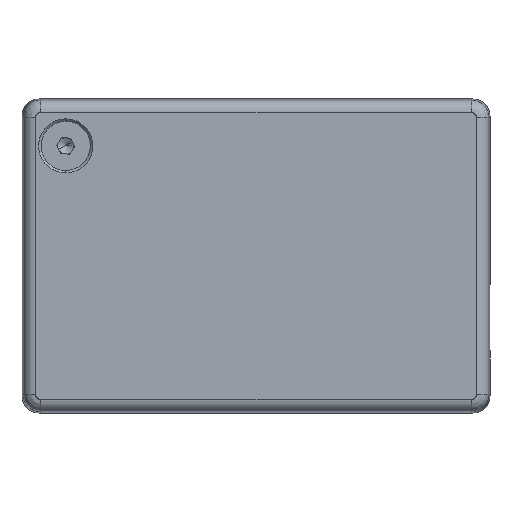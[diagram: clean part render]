
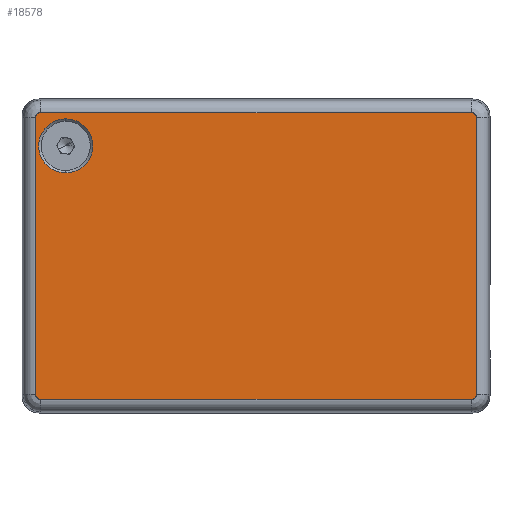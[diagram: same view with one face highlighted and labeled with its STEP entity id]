
A CAD part, front view. The second image highlights one B-rep face of the part: STEP entity #18578.
In plain terms, the highlighted planar face has unit normal (0, -1, 0).
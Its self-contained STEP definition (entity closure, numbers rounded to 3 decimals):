
#884 = CARTESIAN_POINT ( 'NONE',  ( 17.892, 0., -11.242 ) ) ;
#2691 = FACE_BOUND ( 'NONE', #18683, .T. ) ;
#3172 = EDGE_CURVE ( 'NONE', #14541, #16749, #3355, .T. ) ;
#3258 = CARTESIAN_POINT ( 'NONE',  ( 17.726, 0., 11.642 ) ) ;
#3299 = EDGE_CURVE ( 'NONE', #20961, #16445, #8492, .T. ) ;
#3355 = CIRCLE ( 'NONE', #20977, 2.2 ) ;
#3732 = DIRECTION ( 'NONE',  ( 0., -1., 0. ) ) ;
#3777 = CARTESIAN_POINT ( 'NONE',  ( -17.492, 0., 11.642 ) ) ;
#3812 = AXIS2_PLACEMENT_3D ( 'NONE', #15994, #8324, #21692 ) ;
#3957 = ORIENTED_EDGE ( 'NONE', *, *, #3172, .F. ) ;
#4623 = CARTESIAN_POINT ( 'NONE',  ( 17.892, 0., -11.242 ) ) ;
#4708 = CARTESIAN_POINT ( 'NONE',  ( 17.492, 0., -11.642 ) ) ;
#5096 = CARTESIAN_POINT ( 'NONE',  ( 17.892, 0., 12.624 ) ) ;
#6044 = EDGE_LOOP ( 'NONE', ( #16795, #22706, #17842, #23861, #18746, #22468, #15048, #9065 ) ) ;
#6413 = PLANE ( 'NONE',  #3812 ) ;
#6467 = EDGE_CURVE ( 'NONE', #16749, #14541, #9880, .T. ) ;
#6679 = CARTESIAN_POINT ( 'NONE',  ( -15.45, 0., 11.14 ) ) ;
#6792 = LINE ( 'NONE', #7785, #16405 ) ;
#7116 = CARTESIAN_POINT ( 'NONE',  ( 17.892, 0., 11.242 ) ) ;
#7314 = CARTESIAN_POINT ( 'NONE',  ( -17.892, 0., -11.242 ) ) ;
#7646 = CARTESIAN_POINT ( 'NONE',  ( -17.492, 0., -11.642 ) ) ;
#7785 = CARTESIAN_POINT ( 'NONE',  ( -17.892, 0., -12.624 ) ) ;
#7787 = FACE_OUTER_BOUND ( 'NONE', #6044, .T. ) ;
#8324 = DIRECTION ( 'NONE',  ( 0., -1., 0. ) ) ;
#8492 =( BOUNDED_CURVE ( )  B_SPLINE_CURVE ( 3, ( #11370, #20903, #15260, #3777 ),
 .UNSPECIFIED., .F., .T. ) 
 B_SPLINE_CURVE_WITH_KNOTS ( ( 4, 4 ),
 ( 2.356, 3.927 ),
 .UNSPECIFIED. ) 
 CURVE ( )  GEOMETRIC_REPRESENTATION_ITEM ( )  RATIONAL_B_SPLINE_CURVE ( ( 1., 0.805, 0.805, 1. ) ) 
 REPRESENTATION_ITEM ( '' )  );
#8647 = VERTEX_POINT ( 'NONE', #12468 ) ;
#8732 = EDGE_CURVE ( 'NONE', #11752, #8647, #9440, .T. ) ;
#9065 = ORIENTED_EDGE ( 'NONE', *, *, #19348, .T. ) ;
#9440 = LINE ( 'NONE', #5096, #19623 ) ;
#9452 = DIRECTION ( 'NONE',  ( 1., 0., 0. ) ) ;
#9454 = VECTOR ( 'NONE', #20715, 1000. ) ;
#9684 = DIRECTION ( 'NONE',  ( 0., 0., -1. ) ) ;
#9880 = CIRCLE ( 'NONE', #15892, 2.2 ) ;
#10203 = CARTESIAN_POINT ( 'NONE',  ( -17.892, 0., -11.242 ) ) ;
#11038 = CARTESIAN_POINT ( 'NONE',  ( -15.45, 0., 8.94 ) ) ;
#11370 = CARTESIAN_POINT ( 'NONE',  ( -17.892, 0., 11.242 ) ) ;
#11752 = VERTEX_POINT ( 'NONE', #4623 ) ;
#11790 = LINE ( 'NONE', #23032, #21947 ) ;
#12009 = EDGE_CURVE ( 'NONE', #17524, #16640, #21591, .T. ) ;
#12329 = CARTESIAN_POINT ( 'NONE',  ( 17.892, 0., -11.476 ) ) ;
#12468 = CARTESIAN_POINT ( 'NONE',  ( 17.892, 0., 11.242 ) ) ;
#12966 = DIRECTION ( 'NONE',  ( 0., 0., -1. ) ) ;
#13098 = CARTESIAN_POINT ( 'NONE',  ( -18.874, 0., 11.642 ) ) ;
#13132 = CARTESIAN_POINT ( 'NONE',  ( -17.492, 0., 11.642 ) ) ;
#14541 = VERTEX_POINT ( 'NONE', #15317 ) ;
#15001 = VERTEX_POINT ( 'NONE', #22897 ) ;
#15048 = ORIENTED_EDGE ( 'NONE', *, *, #3299, .F. ) ;
#15226 = CARTESIAN_POINT ( 'NONE',  ( -15.45, 0., 8.94 ) ) ;
#15260 = CARTESIAN_POINT ( 'NONE',  ( -17.726, 0., 11.642 ) ) ;
#15317 = CARTESIAN_POINT ( 'NONE',  ( -15.45, 0., 6.74 ) ) ;
#15892 = AXIS2_PLACEMENT_3D ( 'NONE', #15226, #3732, #17152 ) ;
#15994 = CARTESIAN_POINT ( 'NONE',  ( 0., 0., 0. ) ) ;
#16212 = CARTESIAN_POINT ( 'NONE',  ( 17.726, 0., -11.642 ) ) ;
#16405 = VECTOR ( 'NONE', #9684, 1000. ) ;
#16445 = VERTEX_POINT ( 'NONE', #13132 ) ;
#16612 =( BOUNDED_CURVE ( )  B_SPLINE_CURVE ( 3, ( #24181, #3258, #18587, #7116 ),
 .UNSPECIFIED., .F., .F. ) 
 B_SPLINE_CURVE_WITH_KNOTS ( ( 4, 4 ),
 ( 2.356, 3.927 ),
 .UNSPECIFIED. ) 
 CURVE ( )  GEOMETRIC_REPRESENTATION_ITEM ( )  RATIONAL_B_SPLINE_CURVE ( ( 1., 0.805, 0.805, 1. ) ) 
 REPRESENTATION_ITEM ( '' )  );
#16640 = VERTEX_POINT ( 'NONE', #10203 ) ;
#16749 = VERTEX_POINT ( 'NONE', #6679 ) ;
#16795 = ORIENTED_EDGE ( 'NONE', *, *, #12009, .F. ) ;
#16866 = CARTESIAN_POINT ( 'NONE',  ( -17.892, 0., -11.476 ) ) ;
#17152 = DIRECTION ( 'NONE',  ( 0., 0., -1. ) ) ;
#17423 = CARTESIAN_POINT ( 'NONE',  ( -17.892, 0., 11.242 ) ) ;
#17524 = VERTEX_POINT ( 'NONE', #7646 ) ;
#17833 =( BOUNDED_CURVE ( )  B_SPLINE_CURVE ( 3, ( #884, #12329, #16212, #4708 ),
 .UNSPECIFIED., .F., .F. ) 
 B_SPLINE_CURVE_WITH_KNOTS ( ( 4, 4 ),
 ( 2.356, 3.927 ),
 .UNSPECIFIED. ) 
 CURVE ( )  GEOMETRIC_REPRESENTATION_ITEM ( )  RATIONAL_B_SPLINE_CURVE ( ( 1., 0.805, 0.805, 1. ) ) 
 REPRESENTATION_ITEM ( '' )  );
#17842 = ORIENTED_EDGE ( 'NONE', *, *, #22610, .F. ) ;
#18578 = ADVANCED_FACE ( 'NONE', ( #2691, #7787 ), #6413, .T. ) ;
#18587 = CARTESIAN_POINT ( 'NONE',  ( 17.892, 0., 11.476 ) ) ;
#18683 = EDGE_LOOP ( 'NONE', ( #3957, #20026 ) ) ;
#18746 = ORIENTED_EDGE ( 'NONE', *, *, #24658, .F. ) ;
#18783 = CARTESIAN_POINT ( 'NONE',  ( -17.492, 0., -11.642 ) ) ;
#19348 = EDGE_CURVE ( 'NONE', #20961, #16640, #6792, .T. ) ;
#19623 = VECTOR ( 'NONE', #20408, 1000. ) ;
#19636 = LINE ( 'NONE', #13098, #9454 ) ;
#19733 = EDGE_CURVE ( 'NONE', #22967, #16445, #19636, .T. ) ;
#20026 = ORIENTED_EDGE ( 'NONE', *, *, #6467, .F. ) ;
#20408 = DIRECTION ( 'NONE',  ( 0., 0., 1. ) ) ;
#20715 = DIRECTION ( 'NONE',  ( -1., 0., 0. ) ) ;
#20903 = CARTESIAN_POINT ( 'NONE',  ( -17.892, 0., 11.476 ) ) ;
#20937 = EDGE_CURVE ( 'NONE', #17524, #15001, #11790, .T. ) ;
#20961 = VERTEX_POINT ( 'NONE', #17423 ) ;
#20977 = AXIS2_PLACEMENT_3D ( 'NONE', #11038, #24358, #12966 ) ;
#21163 = CARTESIAN_POINT ( 'NONE',  ( 17.492, 0., 11.642 ) ) ;
#21591 =( BOUNDED_CURVE ( )  B_SPLINE_CURVE ( 3, ( #18783, #24369, #16866, #7314 ),
 .UNSPECIFIED., .F., .T. ) 
 B_SPLINE_CURVE_WITH_KNOTS ( ( 4, 4 ),
 ( 2.356, 3.927 ),
 .UNSPECIFIED. ) 
 CURVE ( )  GEOMETRIC_REPRESENTATION_ITEM ( )  RATIONAL_B_SPLINE_CURVE ( ( 1., 0.805, 0.805, 1. ) ) 
 REPRESENTATION_ITEM ( '' )  );
#21692 = DIRECTION ( 'NONE',  ( 0., 0., -1. ) ) ;
#21947 = VECTOR ( 'NONE', #9452, 1000. ) ;
#22468 = ORIENTED_EDGE ( 'NONE', *, *, #19733, .T. ) ;
#22610 = EDGE_CURVE ( 'NONE', #11752, #15001, #17833, .T. ) ;
#22706 = ORIENTED_EDGE ( 'NONE', *, *, #20937, .T. ) ;
#22897 = CARTESIAN_POINT ( 'NONE',  ( 17.492, 0., -11.642 ) ) ;
#22967 = VERTEX_POINT ( 'NONE', #21163 ) ;
#23032 = CARTESIAN_POINT ( 'NONE',  ( 18.874, 0., -11.642 ) ) ;
#23861 = ORIENTED_EDGE ( 'NONE', *, *, #8732, .T. ) ;
#24181 = CARTESIAN_POINT ( 'NONE',  ( 17.492, 0., 11.642 ) ) ;
#24358 = DIRECTION ( 'NONE',  ( 0., -1., 0. ) ) ;
#24369 = CARTESIAN_POINT ( 'NONE',  ( -17.726, 0., -11.642 ) ) ;
#24658 = EDGE_CURVE ( 'NONE', #22967, #8647, #16612, .T. ) ;
